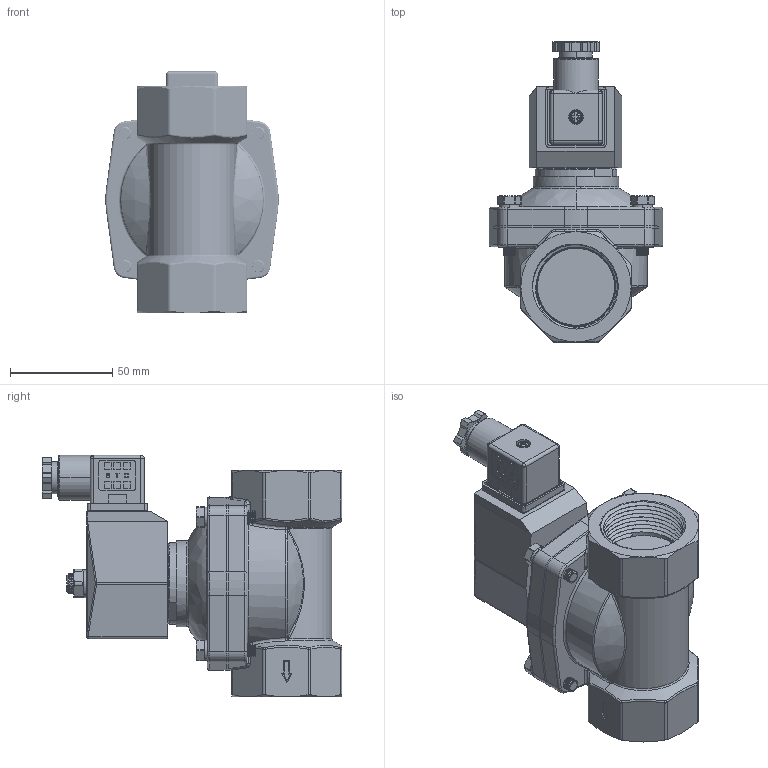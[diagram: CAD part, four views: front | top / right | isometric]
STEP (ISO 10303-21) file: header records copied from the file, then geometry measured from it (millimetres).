
FILE_DESCRIPTION (( 'STEP AP214' ), '1' );
FILE_NAME ('2W350-1-1-4.STEP', '2018-11-08T19:43:00', ( '' ), ( '' ), 'SwSTEP 2.0', 'SolidWorks 2016', '' );
FILE_SCHEMA (( 'AUTOMOTIVE_DESIGN' ));
Length unit declared in the file: millimetre
Products named in the file (1): 2W350-1-1-4
Bounding box: 84.91 x 147.01 x 118.55 mm (x, y, z)
Volume: 471709.2 mm3; surface area: 118730 mm2
Topology: 25 solids, 25 shells, 1792 faces, 4899 edges, 3194 vertices
Faces by surface type: cylinder 762, plane 660, bspline 148, cone 143, torus 44, sphere 35
Entity records: 141930 total; most frequent: CARTESIAN_POINT 80668, ORIENTED_EDGE 9774, DIRECTION 7096, EDGE_CURVE 4887, VERTEX_POINT 3194, AXIS2_PLACEMENT_3D 2368, LINE 2360, VECTOR 2360
